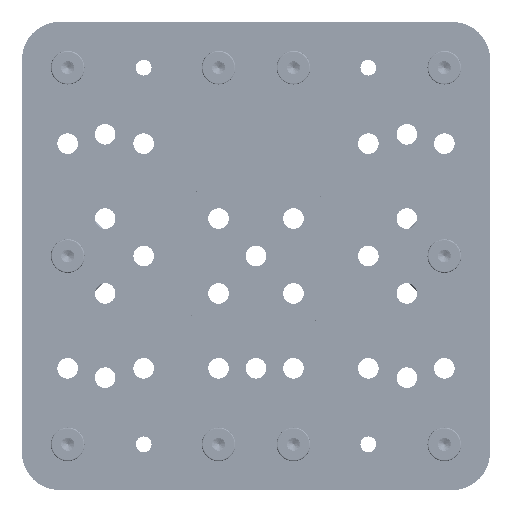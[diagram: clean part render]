
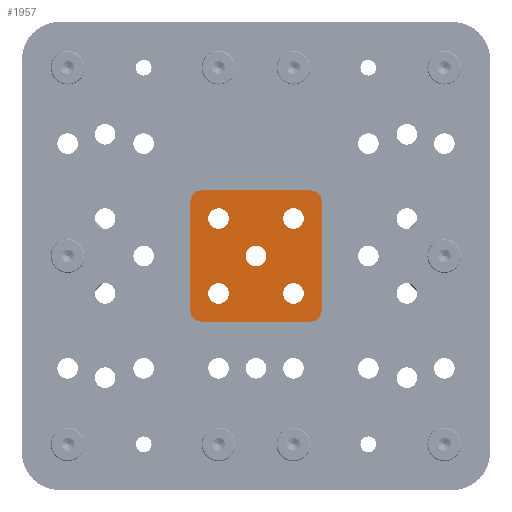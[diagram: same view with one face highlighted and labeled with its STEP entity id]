
A CAD part, left-side view. The second image highlights one B-rep face of the part: STEP entity #1957.
In plain terms, the highlighted free-form (B-spline) face has degree [1, 1] with [2, 2] control points.
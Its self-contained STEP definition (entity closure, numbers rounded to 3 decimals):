
#1849 = EDGE_CURVE('',#1850,#1852,#1854,.T.);
#1850 = VERTEX_POINT('',#1851);
#1851 = CARTESIAN_POINT('',(-74.16,20.415,
    -24.303));
#1852 = VERTEX_POINT('',#1853);
#1853 = CARTESIAN_POINT('',(-74.16,-20.415,
    -24.303));
#1854 = B_SPLINE_CURVE_WITH_KNOTS('',1,(#1855,#1856),.UNSPECIFIED.,.F.,
  .F.,(2,2),(-32.2,-2.8),.PIECEWISE_BEZIER_KNOTS.);
#1855 = CARTESIAN_POINT('',(-74.16,20.415,
    -24.303));
#1856 = CARTESIAN_POINT('',(-74.16,-20.415,
    -24.303));
#1879 = VERTEX_POINT('',#1880);
#1880 = CARTESIAN_POINT('',(-74.16,24.303,
    -20.415));
#1885 = EDGE_CURVE('',#1886,#1879,#1888,.T.);
#1886 = VERTEX_POINT('',#1887);
#1887 = CARTESIAN_POINT('',(-74.16,24.303,
    20.415));
#1888 = B_SPLINE_CURVE_WITH_KNOTS('',1,(#1889,#1890),.UNSPECIFIED.,.F.,
  .F.,(2,2),(2.8,32.2),.PIECEWISE_BEZIER_KNOTS.);
#1889 = CARTESIAN_POINT('',(-74.16,24.303,
    20.415));
#1890 = CARTESIAN_POINT('',(-74.16,24.303,
    -20.415));
#1907 = VERTEX_POINT('',#1908);
#1908 = CARTESIAN_POINT('',(-74.16,20.415,
    24.303));
#1913 = EDGE_CURVE('',#1914,#1907,#1916,.T.);
#1914 = VERTEX_POINT('',#1915);
#1915 = CARTESIAN_POINT('',(-74.16,-20.415,
    24.303));
#1916 = B_SPLINE_CURVE_WITH_KNOTS('',1,(#1917,#1918),.UNSPECIFIED.,.F.,
  .F.,(2,2),(2.8,32.2),.PIECEWISE_BEZIER_KNOTS.);
#1917 = CARTESIAN_POINT('',(-74.16,-20.415,
    24.303));
#1918 = CARTESIAN_POINT('',(-74.16,20.415,
    24.303));
#1935 = VERTEX_POINT('',#1936);
#1936 = CARTESIAN_POINT('',(-74.16,-24.303,
    20.415));
#1941 = EDGE_CURVE('',#1942,#1935,#1944,.T.);
#1942 = VERTEX_POINT('',#1943);
#1943 = CARTESIAN_POINT('',(-74.16,-24.303,
    -20.415));
#1944 = B_SPLINE_CURVE_WITH_KNOTS('',1,(#1945,#1946),.UNSPECIFIED.,.F.,
  .F.,(2,2),(-32.2,-2.8),.PIECEWISE_BEZIER_KNOTS.);
#1945 = CARTESIAN_POINT('',(-74.16,-24.303,
    -20.415));
#1946 = CARTESIAN_POINT('',(-74.16,-24.303,
    20.415));
#1957 = ADVANCED_FACE('',(#1958,#1972,#1986,#2000,#2014,#2028),#2058,.T.
  );
#1958 = FACE_BOUND('',#1959,.T.);
#1959 = EDGE_LOOP('',(#1960));
#1960 = ORIENTED_EDGE('',*,*,#1961,.F.);
#1961 = EDGE_CURVE('',#1962,#1962,#1964,.T.);
#1962 = VERTEX_POINT('',#1963);
#1963 = CARTESIAN_POINT('',(-74.16,0.,
    3.819));
#1964 = ( BOUNDED_CURVE() B_SPLINE_CURVE(2,(#1965,#1966,#1967,#1968,
#1969,#1970,#1971),.UNSPECIFIED.,.T.,.F.) B_SPLINE_CURVE_WITH_KNOTS((1,2
    ,2,2,2,1),(-2.094,0.,2.094,4.189,
6.283,8.378),.UNSPECIFIED.) CURVE() 
GEOMETRIC_REPRESENTATION_ITEM() RATIONAL_B_SPLINE_CURVE((1.,0.5,1.,0.5,
1.,0.5,1.)) REPRESENTATION_ITEM('') );
#1965 = CARTESIAN_POINT('',(-74.16,0.,
    3.819));
#1966 = CARTESIAN_POINT('',(-74.16,6.615,3.819
    ));
#1967 = CARTESIAN_POINT('',(-74.16,3.307,-1.91)
  );
#1968 = CARTESIAN_POINT('',(-74.16,0.,
    -7.638));
#1969 = CARTESIAN_POINT('',(-74.16,-3.307,
    -1.91));
#1970 = CARTESIAN_POINT('',(-74.16,-6.615,
    3.819));
#1971 = CARTESIAN_POINT('',(-74.16,0.,
    3.819));
#1972 = FACE_BOUND('',#1973,.T.);
#1973 = EDGE_LOOP('',(#1974));
#1974 = ORIENTED_EDGE('',*,*,#1975,.F.);
#1975 = EDGE_CURVE('',#1976,#1976,#1978,.T.);
#1976 = VERTEX_POINT('',#1977);
#1977 = CARTESIAN_POINT('',(-74.16,13.888,
    -10.069));
#1978 = ( BOUNDED_CURVE() B_SPLINE_CURVE(2,(#1979,#1980,#1981,#1982,
#1983,#1984,#1985),.UNSPECIFIED.,.T.,.F.) B_SPLINE_CURVE_WITH_KNOTS((1,2
    ,2,2,2,1),(-2.094,0.,2.094,4.189,
6.283,8.378),.UNSPECIFIED.) CURVE() 
GEOMETRIC_REPRESENTATION_ITEM() RATIONAL_B_SPLINE_CURVE((1.,0.5,1.,0.5,
1.,0.5,1.)) REPRESENTATION_ITEM('') );
#1979 = CARTESIAN_POINT('',(-74.16,13.888,
    -10.069));
#1980 = CARTESIAN_POINT('',(-74.16,20.503,
    -10.069));
#1981 = CARTESIAN_POINT('',(-74.16,17.195,
    -15.797));
#1982 = CARTESIAN_POINT('',(-74.16,13.888,
    -21.526));
#1983 = CARTESIAN_POINT('',(-74.16,10.58,
    -15.797));
#1984 = CARTESIAN_POINT('',(-74.16,7.273,
    -10.069));
#1985 = CARTESIAN_POINT('',(-74.16,13.888,
    -10.069));
#1986 = FACE_BOUND('',#1987,.T.);
#1987 = EDGE_LOOP('',(#1988));
#1988 = ORIENTED_EDGE('',*,*,#1989,.F.);
#1989 = EDGE_CURVE('',#1990,#1990,#1992,.T.);
#1990 = VERTEX_POINT('',#1991);
#1991 = CARTESIAN_POINT('',(-74.16,-13.888,
    -10.069));
#1992 = ( BOUNDED_CURVE() B_SPLINE_CURVE(2,(#1993,#1994,#1995,#1996,
#1997,#1998,#1999),.UNSPECIFIED.,.T.,.F.) B_SPLINE_CURVE_WITH_KNOTS((1,2
    ,2,2,2,1),(-2.094,0.,2.094,4.189,
6.283,8.378),.UNSPECIFIED.) CURVE() 
GEOMETRIC_REPRESENTATION_ITEM() RATIONAL_B_SPLINE_CURVE((1.,0.5,1.,0.5,
1.,0.5,1.)) REPRESENTATION_ITEM('') );
#1993 = CARTESIAN_POINT('',(-74.16,-13.888,
    -10.069));
#1994 = CARTESIAN_POINT('',(-74.16,-7.273,
    -10.069));
#1995 = CARTESIAN_POINT('',(-74.16,-10.58,
    -15.797));
#1996 = CARTESIAN_POINT('',(-74.16,-13.888,
    -21.526));
#1997 = CARTESIAN_POINT('',(-74.16,-17.195,
    -15.797));
#1998 = CARTESIAN_POINT('',(-74.16,-20.503,
    -10.069));
#1999 = CARTESIAN_POINT('',(-74.16,-13.888,
    -10.069));
#2000 = FACE_BOUND('',#2001,.T.);
#2001 = EDGE_LOOP('',(#2002));
#2002 = ORIENTED_EDGE('',*,*,#2003,.F.);
#2003 = EDGE_CURVE('',#2004,#2004,#2006,.T.);
#2004 = VERTEX_POINT('',#2005);
#2005 = CARTESIAN_POINT('',(-74.16,-13.888,
    17.707));
#2006 = ( BOUNDED_CURVE() B_SPLINE_CURVE(2,(#2007,#2008,#2009,#2010,
#2011,#2012,#2013),.UNSPECIFIED.,.T.,.F.) B_SPLINE_CURVE_WITH_KNOTS((1,2
    ,2,2,2,1),(-2.094,0.,2.094,4.189,
6.283,8.378),.UNSPECIFIED.) CURVE() 
GEOMETRIC_REPRESENTATION_ITEM() RATIONAL_B_SPLINE_CURVE((1.,0.5,1.,0.5,
1.,0.5,1.)) REPRESENTATION_ITEM('') );
#2007 = CARTESIAN_POINT('',(-74.16,-13.888,
    17.707));
#2008 = CARTESIAN_POINT('',(-74.16,-7.273,
    17.707));
#2009 = CARTESIAN_POINT('',(-74.16,-10.58,
    11.978));
#2010 = CARTESIAN_POINT('',(-74.16,-13.888,
    6.249));
#2011 = CARTESIAN_POINT('',(-74.16,-17.195,
    11.978));
#2012 = CARTESIAN_POINT('',(-74.16,-20.503,
    17.707));
#2013 = CARTESIAN_POINT('',(-74.16,-13.888,
    17.707));
#2014 = FACE_BOUND('',#2015,.T.);
#2015 = EDGE_LOOP('',(#2016));
#2016 = ORIENTED_EDGE('',*,*,#2017,.F.);
#2017 = EDGE_CURVE('',#2018,#2018,#2020,.T.);
#2018 = VERTEX_POINT('',#2019);
#2019 = CARTESIAN_POINT('',(-74.16,13.888,
    17.707));
#2020 = ( BOUNDED_CURVE() B_SPLINE_CURVE(2,(#2021,#2022,#2023,#2024,
#2025,#2026,#2027),.UNSPECIFIED.,.T.,.F.) B_SPLINE_CURVE_WITH_KNOTS((1,2
    ,2,2,2,1),(-2.094,0.,2.094,4.189,
6.283,8.378),.UNSPECIFIED.) CURVE() 
GEOMETRIC_REPRESENTATION_ITEM() RATIONAL_B_SPLINE_CURVE((1.,0.5,1.,0.5,
1.,0.5,1.)) REPRESENTATION_ITEM('') );
#2021 = CARTESIAN_POINT('',(-74.16,13.888,
    17.707));
#2022 = CARTESIAN_POINT('',(-74.16,20.503,
    17.707));
#2023 = CARTESIAN_POINT('',(-74.16,17.195,
    11.978));
#2024 = CARTESIAN_POINT('',(-74.16,13.888,
    6.249));
#2025 = CARTESIAN_POINT('',(-74.16,10.58,
    11.978));
#2026 = CARTESIAN_POINT('',(-74.16,7.273,
    17.707));
#2027 = CARTESIAN_POINT('',(-74.16,13.888,
    17.707));
#2028 = FACE_BOUND('',#2029,.T.);
#2029 = EDGE_LOOP('',(#2030,#2031,#2037,#2038,#2044,#2045,#2051,#2052));
#2030 = ORIENTED_EDGE('',*,*,#1885,.T.);
#2031 = ORIENTED_EDGE('',*,*,#2032,.T.);
#2032 = EDGE_CURVE('',#1879,#1850,#2033,.T.);
#2033 = ( BOUNDED_CURVE() B_SPLINE_CURVE(2,(#2034,#2035,#2036),
.UNSPECIFIED.,.F.,.F.) B_SPLINE_CURVE_WITH_KNOTS((3,3),(1.571,
3.142),.PIECEWISE_BEZIER_KNOTS.) CURVE() 
GEOMETRIC_REPRESENTATION_ITEM() RATIONAL_B_SPLINE_CURVE((1.,
0.707,1.)) REPRESENTATION_ITEM('') );
#2034 = CARTESIAN_POINT('',(-74.16,24.303,
    -20.415));
#2035 = CARTESIAN_POINT('',(-74.16,24.303,
    -24.303));
#2036 = CARTESIAN_POINT('',(-74.16,20.415,
    -24.303));
#2037 = ORIENTED_EDGE('',*,*,#1849,.T.);
#2038 = ORIENTED_EDGE('',*,*,#2039,.T.);
#2039 = EDGE_CURVE('',#1852,#1942,#2040,.T.);
#2040 = ( BOUNDED_CURVE() B_SPLINE_CURVE(2,(#2041,#2042,#2043),
.UNSPECIFIED.,.F.,.F.) B_SPLINE_CURVE_WITH_KNOTS((3,3),(3.142,
4.712),.PIECEWISE_BEZIER_KNOTS.) CURVE() 
GEOMETRIC_REPRESENTATION_ITEM() RATIONAL_B_SPLINE_CURVE((1.,
0.707,1.)) REPRESENTATION_ITEM('') );
#2041 = CARTESIAN_POINT('',(-74.16,-20.415,
    -24.303));
#2042 = CARTESIAN_POINT('',(-74.16,-24.303,
    -24.303));
#2043 = CARTESIAN_POINT('',(-74.16,-24.303,
    -20.415));
#2044 = ORIENTED_EDGE('',*,*,#1941,.T.);
#2045 = ORIENTED_EDGE('',*,*,#2046,.T.);
#2046 = EDGE_CURVE('',#1935,#1914,#2047,.T.);
#2047 = ( BOUNDED_CURVE() B_SPLINE_CURVE(2,(#2048,#2049,#2050),
.UNSPECIFIED.,.F.,.F.) B_SPLINE_CURVE_WITH_KNOTS((3,3),(4.712,
6.283),.PIECEWISE_BEZIER_KNOTS.) CURVE() 
GEOMETRIC_REPRESENTATION_ITEM() RATIONAL_B_SPLINE_CURVE((1.,
0.707,1.)) REPRESENTATION_ITEM('') );
#2048 = CARTESIAN_POINT('',(-74.16,-24.303,
    20.415));
#2049 = CARTESIAN_POINT('',(-74.16,-24.303,
    24.303));
#2050 = CARTESIAN_POINT('',(-74.16,-20.415,
    24.303));
#2051 = ORIENTED_EDGE('',*,*,#1913,.T.);
#2052 = ORIENTED_EDGE('',*,*,#2053,.T.);
#2053 = EDGE_CURVE('',#1907,#1886,#2054,.T.);
#2054 = ( BOUNDED_CURVE() B_SPLINE_CURVE(2,(#2055,#2056,#2057),
.UNSPECIFIED.,.F.,.F.) B_SPLINE_CURVE_WITH_KNOTS((3,3),(0.,
1.571),.PIECEWISE_BEZIER_KNOTS.) CURVE() 
GEOMETRIC_REPRESENTATION_ITEM() RATIONAL_B_SPLINE_CURVE((1.,
0.707,1.)) REPRESENTATION_ITEM('') );
#2055 = CARTESIAN_POINT('',(-74.16,20.415,
    24.303));
#2056 = CARTESIAN_POINT('',(-74.16,24.303,
    24.303));
#2057 = CARTESIAN_POINT('',(-74.16,24.303,
    20.415));
#2058 = B_SPLINE_SURFACE_WITH_KNOTS('',1,1,(
    (#2059,#2060)
    ,(#2061,#2062
    )),.UNSPECIFIED.,.F.,.F.,.F.,(2,2),(2,2),(-17.5,17.5),(-17.5,17.5),
  .PIECEWISE_BEZIER_KNOTS.);
#2059 = CARTESIAN_POINT('',(-74.16,-24.303,
    -24.303));
#2060 = CARTESIAN_POINT('',(-74.16,24.303,
    -24.303));
#2061 = CARTESIAN_POINT('',(-74.16,-24.303,
    24.303));
#2062 = CARTESIAN_POINT('',(-74.16,24.303,
    24.303));
